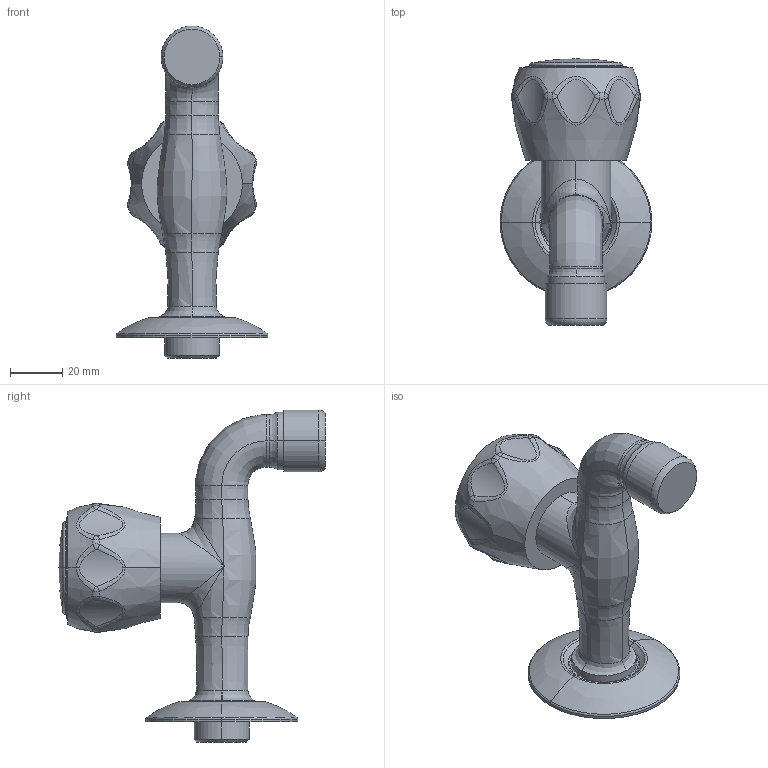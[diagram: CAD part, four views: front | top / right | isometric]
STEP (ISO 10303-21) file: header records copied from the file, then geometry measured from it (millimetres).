
FILE_DESCRIPTION((''),'2;1');
FILE_NAME('DA213CR','2021-11-09T13:02:40',('ut3'),('PAFFONI SpA'),'CREO PARAMETRIC BY PTC INC, 2020044','CREO PARAMETRIC BY PTC INC, 2020044','');
FILE_SCHEMA(('CONFIG_CONTROL_DESIGN','SHAPE_APPEARANCE_LAYERS_GROUPS'));
Length unit declared in the file: millimetre
Products named in the file (1): DA213CR
Bounding box: 58 x 101.75 x 126.8 mm (x, y, z)
Volume: 134644.2 mm3; surface area: 23888.5 mm2
Topology: 1 solids, 1 shells, 141 faces, 310 edges, 175 vertices
Faces by surface type: bspline 79, cylinder 22, torus 20, plane 8, cone 8, sphere 4
Entity records: 11638 total; most frequent: CARTESIAN_POINT 8040, ORIENTED_EDGE 616, DIRECTION 429, EDGE_CURVE 308, AXIS2_PLACEMENT_3D 202, VERTEX_POINT 175, EDGE_LOOP 147, B_SPLINE_CURVE_WITH_KNOTS 143
